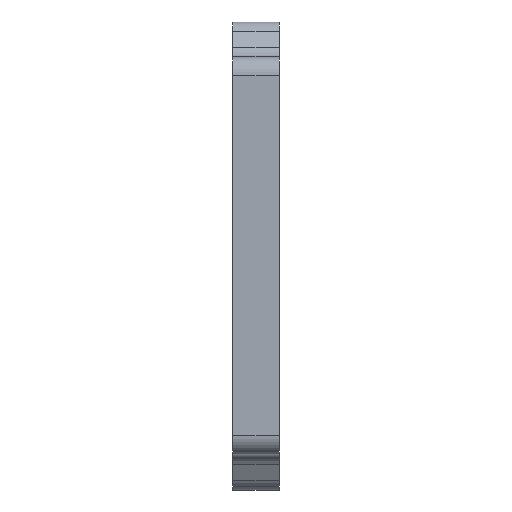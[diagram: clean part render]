
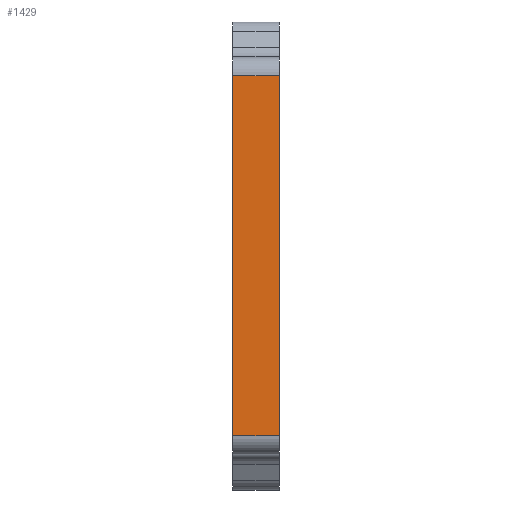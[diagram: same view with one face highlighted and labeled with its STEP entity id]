
A CAD part, top view. The second image highlights one B-rep face of the part: STEP entity #1429.
In plain terms, the highlighted planar face has unit normal (0, 0, 1).
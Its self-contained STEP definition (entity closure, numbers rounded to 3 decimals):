
#54=PLANE('',#1596);
#120=FACE_OUTER_BOUND('',#199,.T.);
#199=EDGE_LOOP('',(#1210,#1211,#1212,#1213));
#264=LINE('',#2200,#396);
#304=LINE('',#2319,#436);
#335=LINE('',#2427,#467);
#336=LINE('',#2429,#468);
#396=VECTOR('',#1762,10.);
#436=VECTOR('',#1886,10.);
#467=VECTOR('',#1993,10.);
#468=VECTOR('',#1996,10.);
#614=VERTEX_POINT('',#2196);
#616=VERTEX_POINT('',#2199);
#653=VERTEX_POINT('',#2318);
#691=VERTEX_POINT('',#2423);
#773=EDGE_CURVE('',#616,#614,#264,.T.);
#834=EDGE_CURVE('',#653,#616,#304,.T.);
#889=EDGE_CURVE('',#653,#691,#335,.T.);
#890=EDGE_CURVE('',#691,#614,#336,.T.);
#1210=ORIENTED_EDGE('',*,*,#889,.F.);
#1211=ORIENTED_EDGE('',*,*,#834,.T.);
#1212=ORIENTED_EDGE('',*,*,#773,.T.);
#1213=ORIENTED_EDGE('',*,*,#890,.F.);
#1429=ADVANCED_FACE('',(#120),#54,.T.);
#1596=AXIS2_PLACEMENT_3D('',#2428,#1994,#1995);
#1762=DIRECTION('',(1.,0.,0.));
#1886=DIRECTION('',(0.,-1.,0.));
#1993=DIRECTION('',(1.,0.,0.));
#1994=DIRECTION('center_axis',(0.,0.,1.));
#1995=DIRECTION('ref_axis',(0.,-1.,0.));
#1996=DIRECTION('',(0.,-1.,0.));
#2196=CARTESIAN_POINT('',(5.,-19.25,16.));
#2199=CARTESIAN_POINT('',(0.,-19.25,16.));
#2200=CARTESIAN_POINT('',(0.,-19.25,16.));
#2318=CARTESIAN_POINT('',(0.,19.25,16.));
#2319=CARTESIAN_POINT('',(0.,21.25,16.));
#2423=CARTESIAN_POINT('',(5.,19.25,16.));
#2427=CARTESIAN_POINT('',(0.,19.25,16.));
#2428=CARTESIAN_POINT('Origin',(0.,21.25,16.));
#2429=CARTESIAN_POINT('',(5.,21.25,16.));
